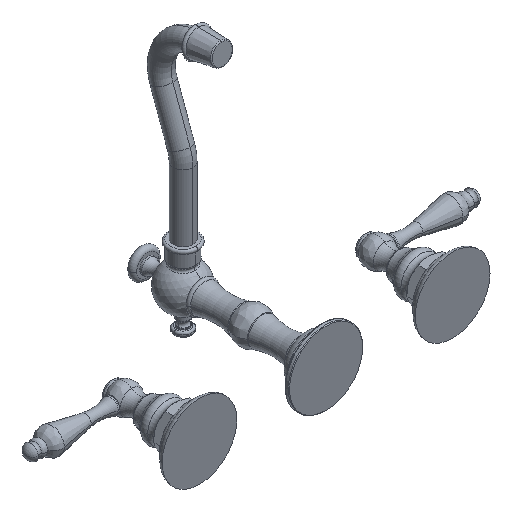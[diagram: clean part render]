
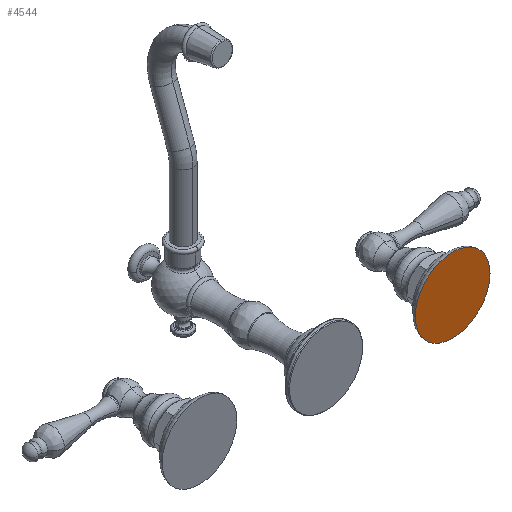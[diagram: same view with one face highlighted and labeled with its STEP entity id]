
A CAD part, isometric view. The second image highlights one B-rep face of the part: STEP entity #4544.
In plain terms, the highlighted planar face has unit normal (0, -1, 0).
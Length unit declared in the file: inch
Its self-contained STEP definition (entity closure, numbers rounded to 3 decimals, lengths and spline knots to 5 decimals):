
#3349=CARTESIAN_POINT('',(4.,0.,0.));
#3350=DIRECTION('',(0.,1.,0.));
#3351=DIRECTION('',(-1.,0.,0.));
#3352=AXIS2_PLACEMENT_3D('',#3349,#3350,#3351);
#3354=CARTESIAN_POINT('',(4.,0.,0.));
#3355=DIRECTION('',(0.,1.,0.));
#3356=DIRECTION('',(1.,0.,0.));
#3357=AXIS2_PLACEMENT_3D('',#3354,#3355,#3356);
#3567=CARTESIAN_POINT('',(5.18,0.,0.));
#3569=VERTEX_POINT('',#3567);
#3570=CARTESIAN_POINT('',(2.82,0.,0.));
#3571=VERTEX_POINT('',#3570);
#4535=CARTESIAN_POINT('',(4.,0.,0.));
#4536=DIRECTION('',(0.,-1.,0.));
#4537=DIRECTION('',(-1.,0.,0.));
#4538=AXIS2_PLACEMENT_3D('',#4535,#4536,#4537);
#4539=PLANE('',#4538);
#4540=ORIENTED_EDGE('',*,*,#4514,.T.);
#4541=ORIENTED_EDGE('',*,*,#4530,.T.);
#4542=EDGE_LOOP('',(#4540,#4541));
#4543=FACE_OUTER_BOUND('',#4542,.F.);
#4544=ADVANCED_FACE('',(#4543),#4539,.T.);
#3353=CIRCLE('',#3352,1.18);
#3358=CIRCLE('',#3357,1.18);
#4514=EDGE_CURVE('',#3571,#3569,#3353,.T.);
#4530=EDGE_CURVE('',#3569,#3571,#3358,.T.);
